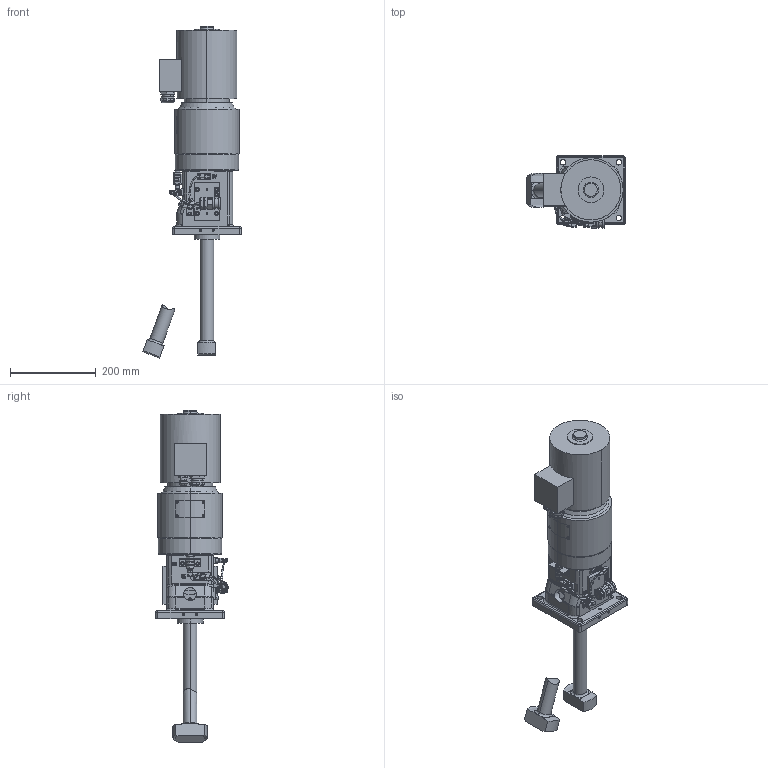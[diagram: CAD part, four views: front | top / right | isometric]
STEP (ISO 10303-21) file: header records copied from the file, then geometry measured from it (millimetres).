
FILE_DESCRIPTION(('STEP AP214'),'1');
FILE_NAME('38451108_ESS60_250.stp','2019-09-05T09:39:36',(' '),(' '),'Spatial InterOp 3D',' ',' ');
FILE_SCHEMA(('automotive_design'));
Length unit declared in the file: millimetre
Products named in the file (76): 1; 2; 3; 4; _BALLUFF BES M08EE-PSC15B-S49G-003_1; 5; _washers M8 x 1.; 6; 7; 8; 9; 10; 11; 12; 13; 14; 15; 16; 17; 18; 19; 20; 21; 22; 23; 24; 25; 26; 27; 28; 29; 30; 31; 32; 33; 34; 35; 36; 37; 38 ...
Bounding box: 229.53 x 168.75 x 773.3 mm (x, y, z)
Volume: 7567021.3 mm3; surface area: 679148.7 mm2
Topology: 76 solids, 76 shells, 2416 faces, 5764 edges, 3577 vertices
Faces by surface type: cylinder 1033, plane 778, cone 342, torus 171, sphere 70, bspline 14, revolution 8
Entity records: 98122 total; most frequent: CARTESIAN_POINT 17256, DIRECTION 13125, ORIENTED_EDGE 11264, EDGE_CURVE 5632, AXIS2_PLACEMENT_3D 5330, VERTEX_POINT 3577, STYLED_ITEM 2984, PRESENTATION_STYLE_ASSIGNMENT 2984
